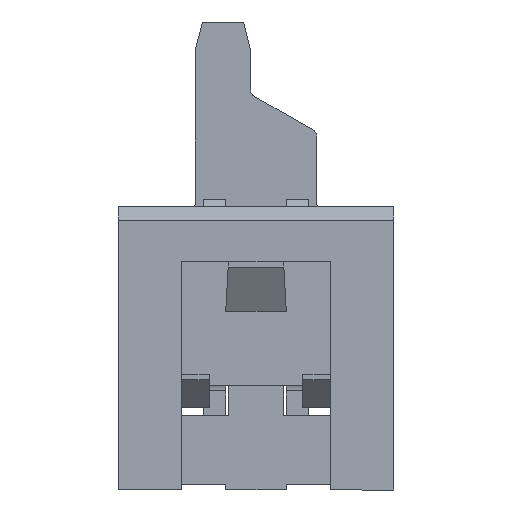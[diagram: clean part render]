
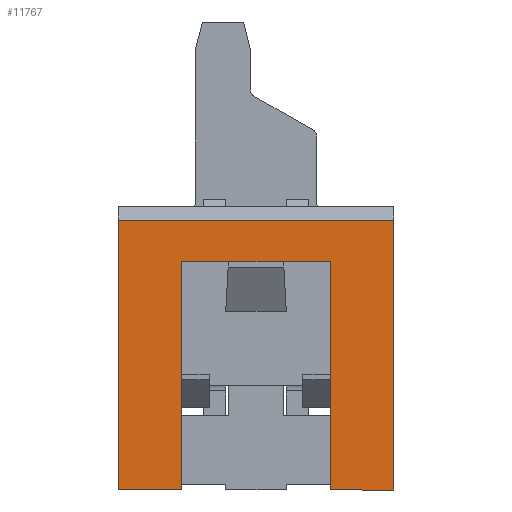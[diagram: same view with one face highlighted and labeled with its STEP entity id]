
A CAD part, left-side view. The second image highlights one B-rep face of the part: STEP entity #11767.
In plain terms, the highlighted planar face has unit normal (-1, 0, 0).
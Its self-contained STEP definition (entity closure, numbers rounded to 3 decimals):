
#2775=ORIENTED_EDGE('',*,*,#5181,.F.);
#2776=ORIENTED_EDGE('',*,*,#5182,.T.);
#2777=ORIENTED_EDGE('',*,*,#4711,.T.);
#2778=ORIENTED_EDGE('',*,*,#5183,.T.);
#2779=ORIENTED_EDGE('',*,*,#5184,.F.);
#2780=ORIENTED_EDGE('',*,*,#5185,.F.);
#2781=ORIENTED_EDGE('',*,*,#5186,.T.);
#2782=ORIENTED_EDGE('',*,*,#5187,.T.);
#4711=EDGE_CURVE('',#6123,#6124,#7559,.T.);
#5181=EDGE_CURVE('',#6496,#6497,#7981,.T.);
#5182=EDGE_CURVE('',#6496,#6123,#7982,.T.);
#5183=EDGE_CURVE('',#6124,#6498,#7983,.T.);
#5184=EDGE_CURVE('',#6499,#6498,#7984,.T.);
#5185=EDGE_CURVE('',#6500,#6499,#7985,.T.);
#5186=EDGE_CURVE('',#6500,#6501,#7986,.T.);
#5187=EDGE_CURVE('',#6501,#6497,#7987,.T.);
#6123=VERTEX_POINT('',#17520);
#6124=VERTEX_POINT('',#17521);
#6496=VERTEX_POINT('',#18420);
#6497=VERTEX_POINT('',#18421);
#6498=VERTEX_POINT('',#18424);
#6499=VERTEX_POINT('',#18426);
#6500=VERTEX_POINT('',#18428);
#6501=VERTEX_POINT('',#18430);
#7559=LINE('',#17519,#9137);
#7981=LINE('',#18419,#9559);
#7982=LINE('',#18422,#9560);
#7983=LINE('',#18423,#9561);
#7984=LINE('',#18425,#9562);
#7985=LINE('',#18427,#9563);
#7986=LINE('',#18429,#9564);
#7987=LINE('',#18431,#9565);
#9137=VECTOR('',#14242,1000.);
#9559=VECTOR('',#14874,1000.);
#9560=VECTOR('',#14875,1000.);
#9561=VECTOR('',#14876,1000.);
#9562=VECTOR('',#14877,1000.);
#9563=VECTOR('',#14878,1000.);
#9564=VECTOR('',#14879,1000.);
#9565=VECTOR('',#14880,1000.);
#10202=EDGE_LOOP('',(#2775,#2776,#2777,#2778,#2779,#2780,#2781,#2782));
#10780=FACE_BOUND('',#10202,.T.);
#11300=PLANE('',#12394);
#11767=ADVANCED_FACE('',(#10780),#11300,.F.);
#12394=AXIS2_PLACEMENT_3D('',#18418,#14872,#14873);
#14242=DIRECTION('',(0.,0.,-1.));
#14872=DIRECTION('',(1.,0.,0.));
#14873=DIRECTION('',(0.,0.,-1.));
#14874=DIRECTION('',(0.,0.,-1.));
#14875=DIRECTION('',(0.,1.,0.));
#14876=DIRECTION('',(0.,-1.,0.));
#14877=DIRECTION('',(0.,0.,-1.));
#14878=DIRECTION('',(0.,1.,0.));
#14879=DIRECTION('',(0.,0.,-1.));
#14880=DIRECTION('',(0.,-1.,0.));
#17519=CARTESIAN_POINT('',(-16.955,2.5,1.35));
#17520=CARTESIAN_POINT('',(-16.955,2.5,4.9));
#17521=CARTESIAN_POINT('',(-16.955,2.5,0.));
#18418=CARTESIAN_POINT('',(-16.955,2.5,1.35));
#18419=CARTESIAN_POINT('',(-16.955,-2.5,1.35));
#18420=CARTESIAN_POINT('',(-16.955,-2.5,4.9));
#18421=CARTESIAN_POINT('',(-16.955,-2.5,0.));
#18422=CARTESIAN_POINT('',(-16.955,2.5,4.9));
#18423=CARTESIAN_POINT('',(-16.955,2.5,0.));
#18424=CARTESIAN_POINT('',(-16.955,1.35,0.));
#18425=CARTESIAN_POINT('',(-16.955,1.35,0.1));
#18426=CARTESIAN_POINT('',(-16.955,1.35,4.15));
#18427=CARTESIAN_POINT('',(-16.955,-1.35,4.15));
#18428=CARTESIAN_POINT('',(-16.955,-1.35,4.15));
#18429=CARTESIAN_POINT('',(-16.955,-1.35,0.1));
#18430=CARTESIAN_POINT('',(-16.955,-1.35,0.));
#18431=CARTESIAN_POINT('',(-16.955,2.5,0.));
